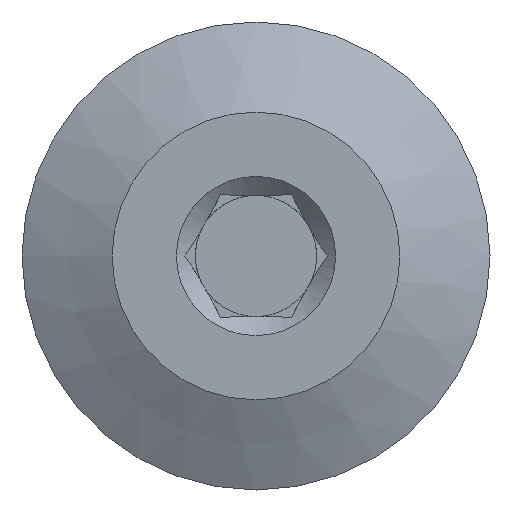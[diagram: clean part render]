
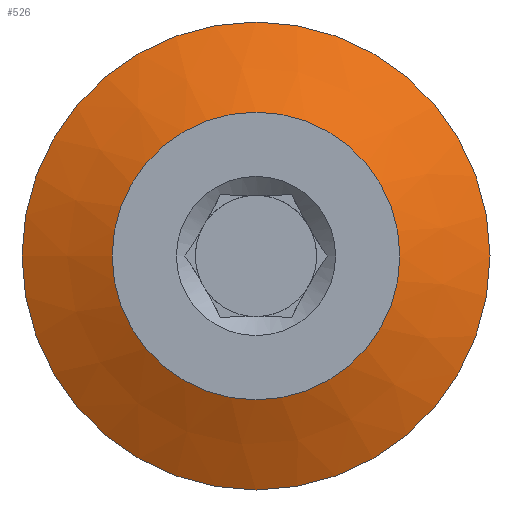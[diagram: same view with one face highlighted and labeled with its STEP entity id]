
A CAD part, left-side view. The second image highlights one B-rep face of the part: STEP entity #526.
In plain terms, the highlighted conical face has half-angle 63.498 degrees and reference radius 15.34 mm.
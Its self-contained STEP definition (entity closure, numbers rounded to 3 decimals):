
#19=CONICAL_SURFACE('',#598,15.34,63.498);
#25=FACE_BOUND('',#169,.T.);
#130=FACE_OUTER_BOUND('',#168,.T.);
#168=EDGE_LOOP('',(#478));
#169=EDGE_LOOP('',(#479));
#209=CIRCLE('',#597,11.68);
#210=CIRCLE('',#599,19.);
#261=VERTEX_POINT('',#2695);
#262=VERTEX_POINT('',#2698);
#335=EDGE_CURVE('',#261,#261,#209,.T.);
#336=EDGE_CURVE('',#262,#262,#210,.T.);
#478=ORIENTED_EDGE('',*,*,#335,.T.);
#479=ORIENTED_EDGE('',*,*,#336,.F.);
#526=ADVANCED_FACE('',(#130,#25),#19,.T.);
#597=AXIS2_PLACEMENT_3D('',#2696,#742,#743);
#598=AXIS2_PLACEMENT_3D('',#2697,#744,#745);
#599=AXIS2_PLACEMENT_3D('',#2699,#746,#747);
#742=DIRECTION('center_axis',(1.,0.,0.));
#743=DIRECTION('ref_axis',(0.,0.,-1.));
#744=DIRECTION('center_axis',(1.,0.,0.));
#745=DIRECTION('ref_axis',(0.,1.,0.));
#746=DIRECTION('center_axis',(1.,0.,0.));
#747=DIRECTION('ref_axis',(0.,0.,-1.));
#2695=CARTESIAN_POINT('',(-20.1,11.68,0.));
#2696=CARTESIAN_POINT('Origin',(-20.1,0.,0.));
#2697=CARTESIAN_POINT('Origin',(-18.275,0.,0.));
#2698=CARTESIAN_POINT('',(-16.45,19.,0.));
#2699=CARTESIAN_POINT('Origin',(-16.45,0.,0.));
